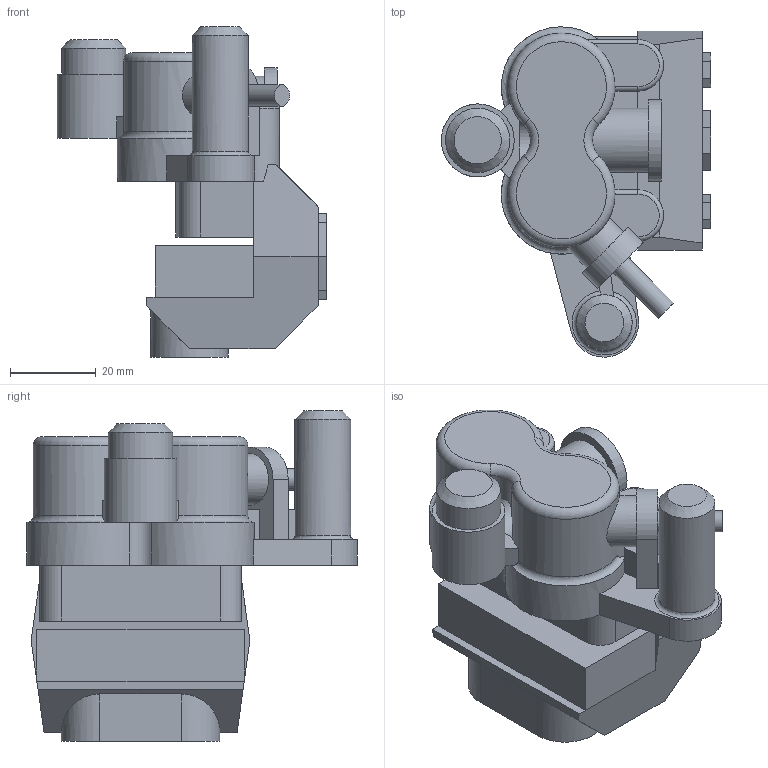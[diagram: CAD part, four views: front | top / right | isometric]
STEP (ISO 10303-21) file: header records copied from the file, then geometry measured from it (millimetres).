
FILE_DESCRIPTION(/* description */ (''),/* implementation_level */ '2;1');
FILE_NAME(/* name */ 'caliper v5.step',/* time_stamp */ '2025-07-29T10:23:07-04:00',/* author */ (''),/* organization */ (''),/* preprocessor_version */ 'ST-DEVELOPER v20.1',/* originating_system */ 'Autodesk Translation Framework v14.10.0.0',/* authorisation */ '');
FILE_SCHEMA (('AUTOMOTIVE_DESIGN { 1 0 10303 214 3 1 1 }'));
Length unit declared in the file: millimetre
Products named in the file (1): caliper
Bounding box: 62.81 x 77 x 77 mm (x, y, z)
Volume: 116900.1 mm3; surface area: 23523.6 mm2
Topology: 1 solids, 1 shells, 134 faces, 355 edges, 230 vertices
Faces by surface type: plane 91, cylinder 32, torus 9, cone 2
Full cylindrical faces by diameter (mm): 5 x1, 10 x3, 13 x1, 15 x2, 17 x1, 19 x1
Entity records: 4358 total; most frequent: CARTESIAN_POINT 910, ORIENTED_EDGE 710, DIRECTION 703, EDGE_CURVE 355, LINE 235, VECTOR 235, AXIS2_PLACEMENT_3D 234, VERTEX_POINT 230
